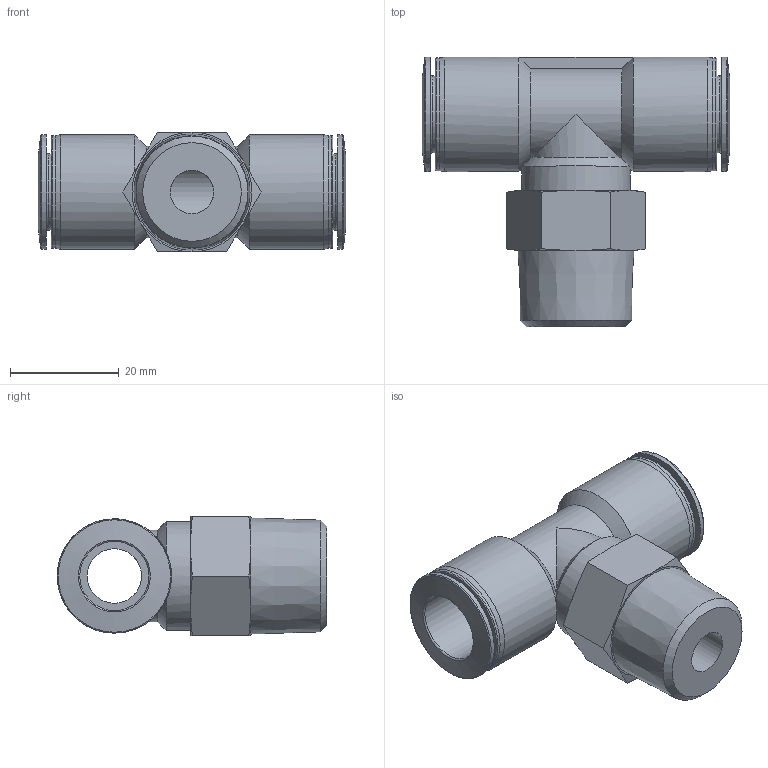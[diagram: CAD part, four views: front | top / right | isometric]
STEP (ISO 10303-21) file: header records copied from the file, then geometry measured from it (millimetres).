
FILE_DESCRIPTION(/* description */ ('STEP AP214'),/* implementation_level */ '2;1');
FILE_NAME(/* name */ '533265_QBT-1_2-1_2-U-M',/* time_stamp */ '2024-09-14T04:16:54+02:00',/* author */ ('License CC BY-ND 4.0'),/* organization */ ('CADENAS'),/* preprocessor_version */ 'ST-DEVELOPER v19.3',/* originating_system */ 'PARTsolutions',/* authorisation */ ' ');
FILE_SCHEMA (('AUTOMOTIVE_DESIGN {1 0 10303 214 3 1 1}'));
Length unit declared in the file: millimetre
Products named in the file (1): 533265 QBT-1/2-1/2-U-M
Bounding box: 56.49 x 49.5 x 22 mm (x, y, z)
Volume: 19759 mm3; surface area: 10146.6 mm2
Topology: 1 solids, 1 shells, 63 faces, 140 edges, 85 vertices
Faces by surface type: cone 22, plane 17, cylinder 16, torus 8
Full cylindrical faces by diameter (mm): 8 x1, 10 x1, 12.7 x2, 14.1 x2, 20 x1, 20.7 x2, 21 x3
Entity records: 2084 total; most frequent: CARTESIAN_POINT 387, DIRECTION 256, ORIENTED_EDGE 216, AXIS2_PLACEMENT_3D 123, EDGE_CURVE 108, EDGE_LOOP 100, FACE_BOUND 100, VERTEX_POINT 80
